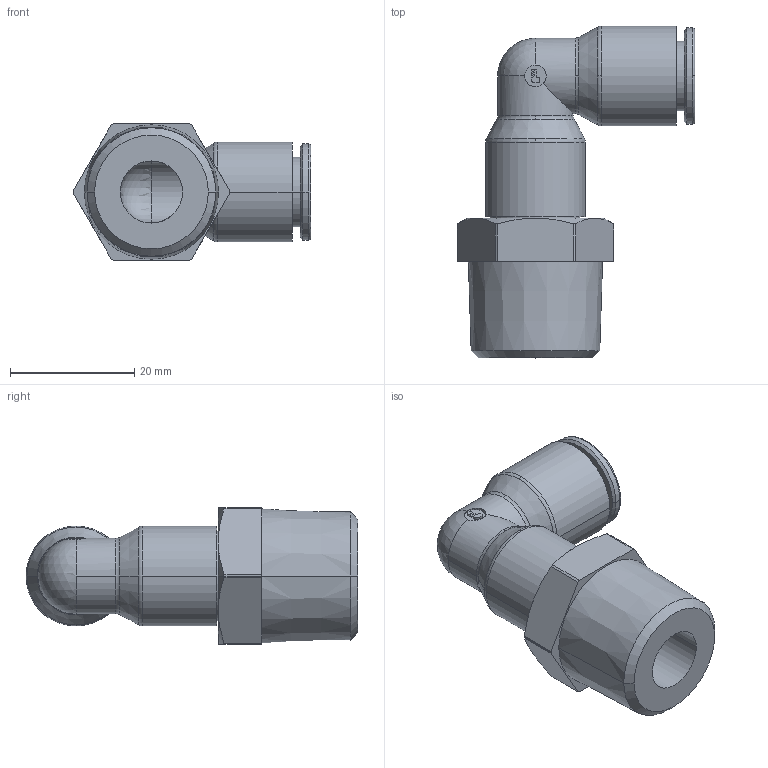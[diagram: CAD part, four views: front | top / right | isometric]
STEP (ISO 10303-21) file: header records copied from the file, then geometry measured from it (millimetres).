
FILE_DESCRIPTION(('STEP AP214'),'1');
FILE_NAME('6509_10_21WP2.stp','2016-07-07T14:18:04',('TraceParts'),('TraceParts S.A.'),'Spatial InterOp 3D',' ',' ');
FILE_SCHEMA(('automotive_design'));
Length unit declared in the file: millimetre
Products named in the file (1): 1
Bounding box: 38.24 x 53.45 x 22 mm (x, y, z)
Volume: 10916.7 mm3; surface area: 6831.5 mm2
Topology: 1 solids, 1 shells, 94 faces, 240 edges, 153 vertices
Faces by surface type: cylinder 34, plane 30, cone 18, torus 10, sphere 2
Entity records: 3005 total; most frequent: CARTESIAN_POINT 647, DIRECTION 537, ORIENTED_EDGE 474, EDGE_CURVE 237, AXIS2_PLACEMENT_3D 220, VERTEX_POINT 153, CIRCLE 121, EDGE_LOOP 104
